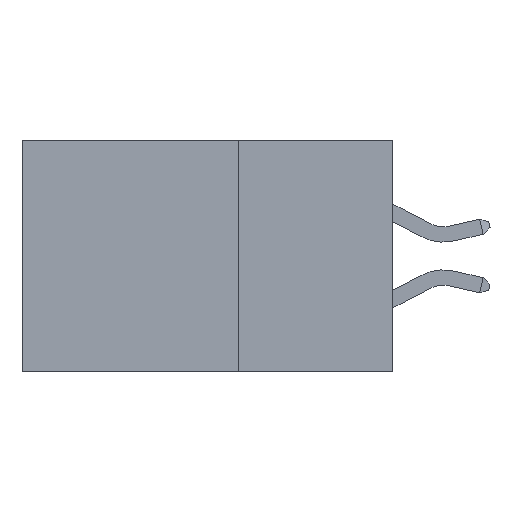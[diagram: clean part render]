
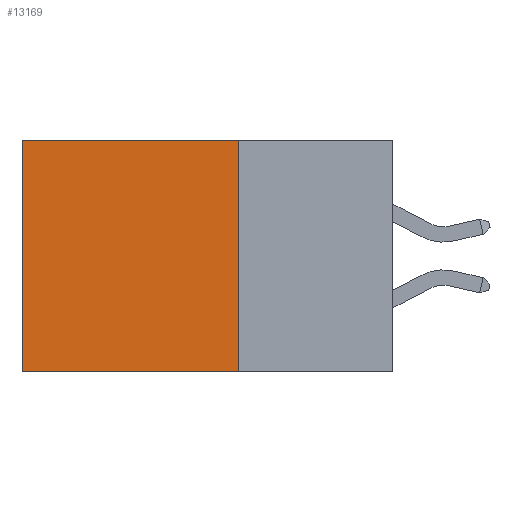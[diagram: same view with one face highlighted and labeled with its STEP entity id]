
A CAD part, left-side view. The second image highlights one B-rep face of the part: STEP entity #13169.
In plain terms, the highlighted planar face has unit normal (-1, 0, 0).
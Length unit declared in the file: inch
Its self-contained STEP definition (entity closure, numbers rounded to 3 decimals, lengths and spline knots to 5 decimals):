
#124 = EDGE_CURVE ( 'NONE', #12262, #6124, #8934, .T. ) ;
#598 = ORIENTED_EDGE ( 'NONE', *, *, #6999, .F. ) ;
#1124 = DIRECTION ( 'NONE',  ( 1., 0., 0. ) ) ;
#2679 = LINE ( 'NONE', #2705, #8847 ) ;
#2705 = CARTESIAN_POINT ( 'NONE',  ( 0.2875, 0.6, -0.375 ) ) ;
#2765 = VECTOR ( 'NONE', #5286, 39.37008 ) ;
#3433 = CARTESIAN_POINT ( 'NONE',  ( 0.2875, 0.25, -0.375 ) ) ;
#4004 = CARTESIAN_POINT ( 'NONE',  ( 0.2875, 0.25, 0. ) ) ;
#4175 = DIRECTION ( 'NONE',  ( 0., 1., 0. ) ) ;
#4447 = FACE_OUTER_BOUND ( 'NONE', #13406, .T. ) ;
#4756 = PLANE ( 'NONE',  #5630 ) ;
#5286 = DIRECTION ( 'NONE',  ( 0., 0., -1. ) ) ;
#5438 = CARTESIAN_POINT ( 'NONE',  ( 0.2875, 0.25, -0.375 ) ) ;
#5630 = AXIS2_PLACEMENT_3D ( 'NONE', #15897, #1124, #9767 ) ;
#5954 = ORIENTED_EDGE ( 'NONE', *, *, #12847, .T. ) ;
#6124 = VERTEX_POINT ( 'NONE', #3433 ) ;
#6569 = VECTOR ( 'NONE', #9805, 39.37008 ) ;
#6999 = EDGE_CURVE ( 'NONE', #6124, #8294, #15860, .T. ) ;
#7346 = LINE ( 'NONE', #4004, #11612 ) ;
#8294 = VERTEX_POINT ( 'NONE', #11609 ) ;
#8537 = CARTESIAN_POINT ( 'NONE',  ( 0.2875, 0.25, 0. ) ) ;
#8847 = VECTOR ( 'NONE', #11335, 39.37008 ) ;
#8934 = LINE ( 'NONE', #5438, #2765 ) ;
#9360 = ORIENTED_EDGE ( 'NONE', *, *, #15409, .T. ) ;
#9767 = DIRECTION ( 'NONE',  ( 0., 0., -1. ) ) ;
#9805 = DIRECTION ( 'NONE',  ( 0., 1., 0. ) ) ;
#10603 = ORIENTED_EDGE ( 'NONE', *, *, #124, .F. ) ;
#10981 = VERTEX_POINT ( 'NONE', #15353 ) ;
#11335 = DIRECTION ( 'NONE',  ( 0., 0., -1. ) ) ;
#11609 = CARTESIAN_POINT ( 'NONE',  ( 0.2875, 0.6, -0.375 ) ) ;
#11612 = VECTOR ( 'NONE', #4175, 39.37008 ) ;
#12262 = VERTEX_POINT ( 'NONE', #8537 ) ;
#12847 = EDGE_CURVE ( 'NONE', #12262, #10981, #7346, .T. ) ;
#13169 = ADVANCED_FACE ( 'NONE', ( #4447 ), #4756, .F. ) ;
#13406 = EDGE_LOOP ( 'NONE', ( #9360, #598, #10603, #5954 ) ) ;
#13451 = CARTESIAN_POINT ( 'NONE',  ( 0.2875, 0.25, -0.375 ) ) ;
#15353 = CARTESIAN_POINT ( 'NONE',  ( 0.2875, 0.6, 0. ) ) ;
#15409 = EDGE_CURVE ( 'NONE', #10981, #8294, #2679, .T. ) ;
#15860 = LINE ( 'NONE', #13451, #6569 ) ;
#15897 = CARTESIAN_POINT ( 'NONE',  ( 0.2875, 0.25, -0.375 ) ) ;
